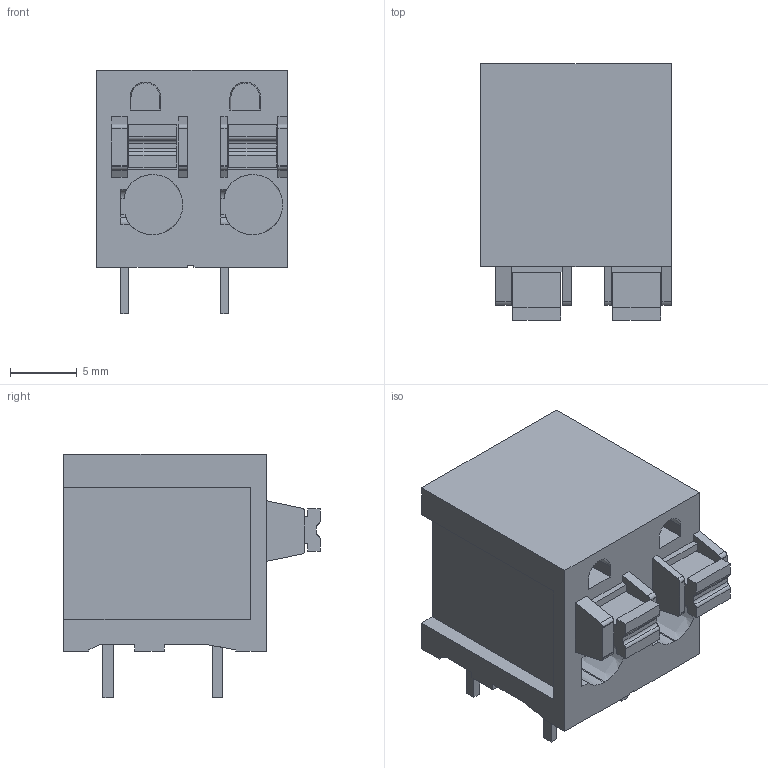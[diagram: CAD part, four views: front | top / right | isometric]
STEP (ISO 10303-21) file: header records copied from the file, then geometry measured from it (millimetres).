
FILE_DESCRIPTION(('CATIA V5R24 STEP','CAx-IF Rec.Pracs.--- Model Styling and Organization---1.4--- 2014-01-23'),'2;1');
FILE_NAME ('1115367-1_0', '2020-02-04T07:13:56+00:00', ('Weidmueller Interface'), ('Weidmueller'), 'CATIA Version 5-6 Release 2016 SP3 HF44', 'CATIA V5 STEP AP214', 'none');
FILE_SCHEMA(('AUTOMOTIVE_DESIGN { 1 0 10303 214 1 1 1 1 }'));
Length unit declared in the file: millimetre
Products named in the file (1): 2667910000
Bounding box: 14.3 x 19.24 x 18.3 mm (x, y, z)
Volume: 2967.9 mm3; surface area: 1869.7 mm2
Topology: 7 solids, 7 shells, 201 faces, 538 edges, 356 vertices
Faces by surface type: plane 155, extrusion 22, cylinder 22, cone 2
Entity records: 6283 total; most frequent: CARTESIAN_POINT 1470, ORIENTED_EDGE 1076, DIRECTION 794, EDGE_CURVE 538, VECTOR 471, LINE 449, VERTEX_POINT 356, EDGE_LOOP 206
